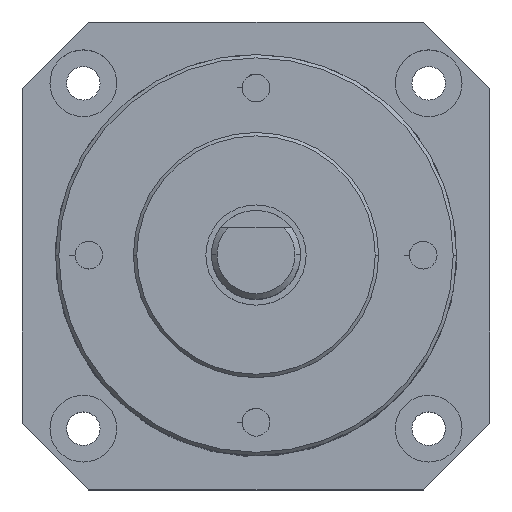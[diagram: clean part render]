
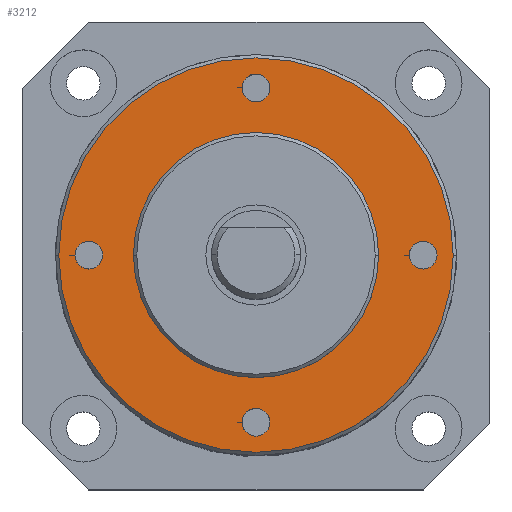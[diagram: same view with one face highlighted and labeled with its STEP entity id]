
A CAD part, top view. The second image highlights one B-rep face of the part: STEP entity #3212.
In plain terms, the highlighted planar face has unit normal (0, 0, 1).
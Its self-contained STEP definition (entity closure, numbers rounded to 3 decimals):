
#2 = FACE_BOUND ( 'NONE', #5881, .T. ) ;
#229 = CARTESIAN_POINT ( 'NONE',  ( 1.25, -15., 9. ) ) ;
#260 = CARTESIAN_POINT ( 'NONE',  ( 15., 0., 9. ) ) ;
#334 = DIRECTION ( 'NONE',  ( 1., 0., 0. ) ) ;
#371 = AXIS2_PLACEMENT_3D ( 'NONE', #8334, #8997, #1395 ) ;
#400 = CARTESIAN_POINT ( 'NONE',  ( 0., -15., 9. ) ) ;
#465 = VERTEX_POINT ( 'NONE', #7082 ) ;
#595 = CARTESIAN_POINT ( 'NONE',  ( 17.7, 0., 9. ) ) ;
#867 = EDGE_CURVE ( 'NONE', #1809, #1068, #9787, .T. ) ;
#1031 = EDGE_LOOP ( 'NONE', ( #9706, #7184 ) ) ;
#1068 = VERTEX_POINT ( 'NONE', #1417 ) ;
#1082 = DIRECTION ( 'NONE',  ( 1., 0., 0. ) ) ;
#1270 = DIRECTION ( 'NONE',  ( 1., 0., 0. ) ) ;
#1371 = AXIS2_PLACEMENT_3D ( 'NONE', #3372, #3322, #9449 ) ;
#1395 = DIRECTION ( 'NONE',  ( 1., 0., 0. ) ) ;
#1409 = EDGE_CURVE ( 'NONE', #3130, #7386, #3045, .T. ) ;
#1417 = CARTESIAN_POINT ( 'NONE',  ( 11., 0., 9. ) ) ;
#1432 = DIRECTION ( 'NONE',  ( 1., 0., 0. ) ) ;
#1596 = AXIS2_PLACEMENT_3D ( 'NONE', #8001, #8116, #334 ) ;
#1809 = VERTEX_POINT ( 'NONE', #2584 ) ;
#1888 = ORIENTED_EDGE ( 'NONE', *, *, #6005, .F. ) ;
#1923 = AXIS2_PLACEMENT_3D ( 'NONE', #8489, #6196, #6873 ) ;
#2214 = VERTEX_POINT ( 'NONE', #9662 ) ;
#2372 = EDGE_CURVE ( 'NONE', #1068, #1809, #7502, .T. ) ;
#2420 = CARTESIAN_POINT ( 'NONE',  ( 0., 0., 9. ) ) ;
#2435 = EDGE_LOOP ( 'NONE', ( #3892, #9663 ) ) ;
#2584 = CARTESIAN_POINT ( 'NONE',  ( -11., 0., 9. ) ) ;
#2620 = VERTEX_POINT ( 'NONE', #229 ) ;
#2641 = EDGE_CURVE ( 'NONE', #2620, #2936, #3880, .T. ) ;
#2647 = FACE_BOUND ( 'NONE', #7559, .T. ) ;
#2769 = DIRECTION ( 'NONE',  ( 1., 0., 0. ) ) ;
#2852 = ORIENTED_EDGE ( 'NONE', *, *, #4168, .T. ) ;
#2929 = AXIS2_PLACEMENT_3D ( 'NONE', #260, #8818, #1270 ) ;
#2936 = VERTEX_POINT ( 'NONE', #4101 ) ;
#3045 = CIRCLE ( 'NONE', #1596, 1.25 ) ;
#3130 = VERTEX_POINT ( 'NONE', #5099 ) ;
#3164 = EDGE_CURVE ( 'NONE', #5755, #2214, #5306, .T. ) ;
#3212 = ADVANCED_FACE ( 'NONE', ( #10272, #2, #8565, #4211, #2647, #6054 ), #7561, .T. ) ;
#3282 = VERTEX_POINT ( 'NONE', #8723 ) ;
#3322 = DIRECTION ( 'NONE',  ( 0., 0., 1. ) ) ;
#3341 = CARTESIAN_POINT ( 'NONE',  ( -15., 0., 9. ) ) ;
#3372 = CARTESIAN_POINT ( 'NONE',  ( 0., 0., 9. ) ) ;
#3657 = ORIENTED_EDGE ( 'NONE', *, *, #2372, .F. ) ;
#3880 = CIRCLE ( 'NONE', #5131, 1.25 ) ;
#3892 = ORIENTED_EDGE ( 'NONE', *, *, #1409, .F. ) ;
#4101 = CARTESIAN_POINT ( 'NONE',  ( -1.25, -15., 9. ) ) ;
#4128 = VERTEX_POINT ( 'NONE', #595 ) ;
#4168 = EDGE_CURVE ( 'NONE', #4128, #4490, #7341, .T. ) ;
#4211 = FACE_BOUND ( 'NONE', #2435, .T. ) ;
#4490 = VERTEX_POINT ( 'NONE', #7783 ) ;
#4797 = DIRECTION ( 'NONE',  ( 0., 0., 1. ) ) ;
#4799 = CIRCLE ( 'NONE', #1923, 1.25 ) ;
#4845 = EDGE_CURVE ( 'NONE', #4490, #4128, #5212, .T. ) ;
#4996 = DIRECTION ( 'NONE',  ( 1., 0., 0. ) ) ;
#5099 = CARTESIAN_POINT ( 'NONE',  ( -1.25, 15., 9. ) ) ;
#5131 = AXIS2_PLACEMENT_3D ( 'NONE', #400, #7172, #2769 ) ;
#5212 = CIRCLE ( 'NONE', #371, 17.7 ) ;
#5306 = CIRCLE ( 'NONE', #8158, 1.25 ) ;
#5531 = ORIENTED_EDGE ( 'NONE', *, *, #867, .F. ) ;
#5702 = DIRECTION ( 'NONE',  ( 0., 0., 1. ) ) ;
#5724 = EDGE_LOOP ( 'NONE', ( #9626, #2852 ) ) ;
#5755 = VERTEX_POINT ( 'NONE', #10848 ) ;
#5768 = AXIS2_PLACEMENT_3D ( 'NONE', #7364, #4797, #1432 ) ;
#5881 = EDGE_LOOP ( 'NONE', ( #5531, #3657 ) ) ;
#5972 = CIRCLE ( 'NONE', #8461, 1.25 ) ;
#6005 = EDGE_CURVE ( 'NONE', #3282, #465, #7543, .T. ) ;
#6054 = FACE_BOUND ( 'NONE', #1031, .T. ) ;
#6191 = DIRECTION ( 'NONE',  ( 0., 0., 1. ) ) ;
#6196 = DIRECTION ( 'NONE',  ( 0., 0., 1. ) ) ;
#6548 = ORIENTED_EDGE ( 'NONE', *, *, #3164, .F. ) ;
#6559 = DIRECTION ( 'NONE',  ( 0., 0., 1. ) ) ;
#6627 = AXIS2_PLACEMENT_3D ( 'NONE', #3341, #10129, #7695 ) ;
#6786 = AXIS2_PLACEMENT_3D ( 'NONE', #11040, #9491, #7722 ) ;
#6830 = EDGE_CURVE ( 'NONE', #465, #3282, #10509, .T. ) ;
#6873 = DIRECTION ( 'NONE',  ( 1., 0., 0. ) ) ;
#7082 = CARTESIAN_POINT ( 'NONE',  ( -16.25, 0., 9. ) ) ;
#7172 = DIRECTION ( 'NONE',  ( 0., 0., 1. ) ) ;
#7184 = ORIENTED_EDGE ( 'NONE', *, *, #2641, .F. ) ;
#7341 = CIRCLE ( 'NONE', #10176, 17.7 ) ;
#7364 = CARTESIAN_POINT ( 'NONE',  ( -15., 0., 9. ) ) ;
#7386 = VERTEX_POINT ( 'NONE', #10545 ) ;
#7448 = DIRECTION ( 'NONE',  ( 1., 0., 0. ) ) ;
#7502 = CIRCLE ( 'NONE', #9407, 11. ) ;
#7543 = CIRCLE ( 'NONE', #5768, 1.25 ) ;
#7559 = EDGE_LOOP ( 'NONE', ( #7718, #6548 ) ) ;
#7561 = PLANE ( 'NONE',  #1371 ) ;
#7695 = DIRECTION ( 'NONE',  ( 1., 0., 0. ) ) ;
#7718 = ORIENTED_EDGE ( 'NONE', *, *, #8522, .F. ) ;
#7722 = DIRECTION ( 'NONE',  ( 1., 0., 0. ) ) ;
#7783 = CARTESIAN_POINT ( 'NONE',  ( -17.7, 0., 9. ) ) ;
#8001 = CARTESIAN_POINT ( 'NONE',  ( 0., 15., 9. ) ) ;
#8037 = EDGE_LOOP ( 'NONE', ( #9256, #1888 ) ) ;
#8116 = DIRECTION ( 'NONE',  ( 0., 0., 1. ) ) ;
#8158 = AXIS2_PLACEMENT_3D ( 'NONE', #9392, #8456, #4996 ) ;
#8334 = CARTESIAN_POINT ( 'NONE',  ( 0., 0., 9. ) ) ;
#8456 = DIRECTION ( 'NONE',  ( 0., 0., 1. ) ) ;
#8461 = AXIS2_PLACEMENT_3D ( 'NONE', #10642, #5702, #8929 ) ;
#8489 = CARTESIAN_POINT ( 'NONE',  ( 0., 15., 9. ) ) ;
#8522 = EDGE_CURVE ( 'NONE', #2214, #5755, #9677, .T. ) ;
#8565 = FACE_BOUND ( 'NONE', #8037, .T. ) ;
#8723 = CARTESIAN_POINT ( 'NONE',  ( -13.75, 0., 9. ) ) ;
#8818 = DIRECTION ( 'NONE',  ( 0., 0., 1. ) ) ;
#8929 = DIRECTION ( 'NONE',  ( 1., 0., 0. ) ) ;
#8997 = DIRECTION ( 'NONE',  ( 0., 0., 1. ) ) ;
#9065 = EDGE_CURVE ( 'NONE', #2936, #2620, #5972, .T. ) ;
#9256 = ORIENTED_EDGE ( 'NONE', *, *, #6830, .F. ) ;
#9392 = CARTESIAN_POINT ( 'NONE',  ( 15., 0., 9. ) ) ;
#9407 = AXIS2_PLACEMENT_3D ( 'NONE', #2420, #6559, #7448 ) ;
#9449 = DIRECTION ( 'NONE',  ( 1., 0., 0. ) ) ;
#9491 = DIRECTION ( 'NONE',  ( 0., 0., 1. ) ) ;
#9626 = ORIENTED_EDGE ( 'NONE', *, *, #4845, .T. ) ;
#9662 = CARTESIAN_POINT ( 'NONE',  ( 13.75, 0., 9. ) ) ;
#9663 = ORIENTED_EDGE ( 'NONE', *, *, #10606, .F. ) ;
#9677 = CIRCLE ( 'NONE', #2929, 1.25 ) ;
#9706 = ORIENTED_EDGE ( 'NONE', *, *, #9065, .F. ) ;
#9787 = CIRCLE ( 'NONE', #6786, 11. ) ;
#10129 = DIRECTION ( 'NONE',  ( 0., 0., 1. ) ) ;
#10176 = AXIS2_PLACEMENT_3D ( 'NONE', #10354, #6191, #1082 ) ;
#10272 = FACE_OUTER_BOUND ( 'NONE', #5724, .T. ) ;
#10354 = CARTESIAN_POINT ( 'NONE',  ( 0., 0., 9. ) ) ;
#10509 = CIRCLE ( 'NONE', #6627, 1.25 ) ;
#10545 = CARTESIAN_POINT ( 'NONE',  ( 1.25, 15., 9. ) ) ;
#10606 = EDGE_CURVE ( 'NONE', #7386, #3130, #4799, .T. ) ;
#10642 = CARTESIAN_POINT ( 'NONE',  ( 0., -15., 9. ) ) ;
#10848 = CARTESIAN_POINT ( 'NONE',  ( 16.25, 0., 9. ) ) ;
#11040 = CARTESIAN_POINT ( 'NONE',  ( 0., 0., 9. ) ) ;
